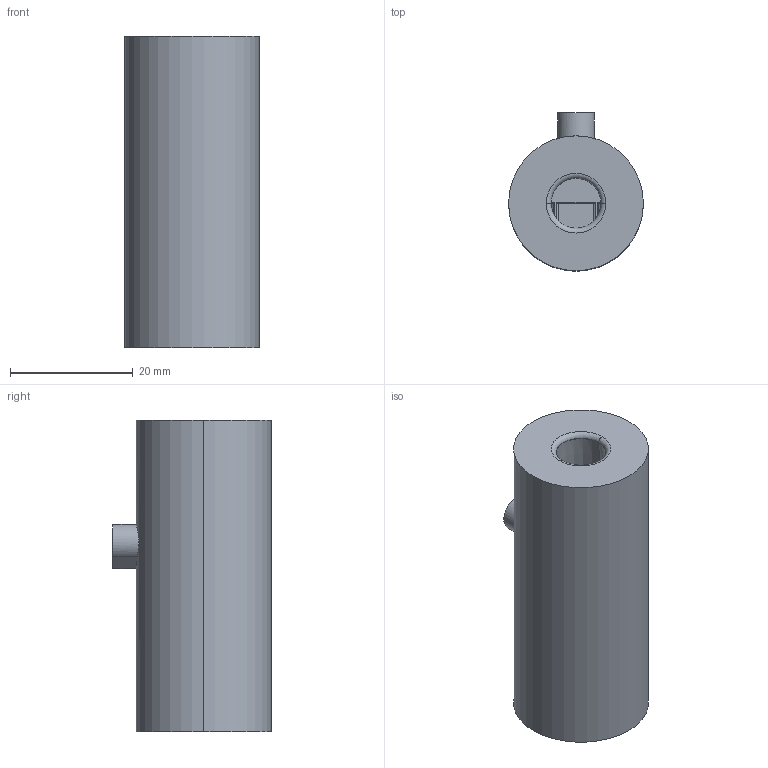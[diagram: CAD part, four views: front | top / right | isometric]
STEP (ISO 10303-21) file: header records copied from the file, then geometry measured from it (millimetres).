
FILE_DESCRIPTION (( 'STEP AP203' ), '1' );
FILE_NAME ('globe_valve_test-001.STEP', '2020-04-13T13:35:28', ( '' ), ( '' ), 'SwSTEP 2.0', 'SolidWorks 2018', '' );
FILE_SCHEMA (( 'CONFIG_CONTROL_DESIGN' ));
Length unit declared in the file: millimetre
Products named in the file (2): globe_valve_test-001
Bounding box: 22 x 25.8 x 50.8 mm (x, y, z)
Volume: 14184 mm3; surface area: 6495.9 mm2
Topology: 1 solids, 1 shells, 83 faces, 221 edges, 140 vertices
Faces by surface type: cylinder 42, plane 26, torus 6, cone 6, bspline 3
Entity records: 4246 total; most frequent: CARTESIAN_POINT 2265, ORIENTED_EDGE 442, DIRECTION 322, EDGE_CURVE 221, VERTEX_POINT 140, AXIS2_PLACEMENT_3D 121, EDGE_LOOP 91, FACE_OUTER_BOUND 83
